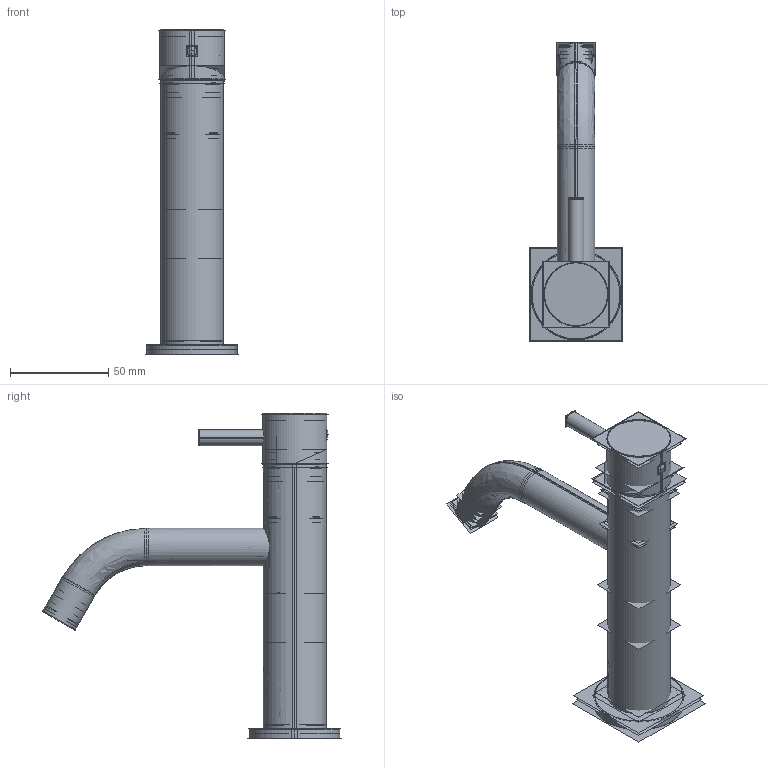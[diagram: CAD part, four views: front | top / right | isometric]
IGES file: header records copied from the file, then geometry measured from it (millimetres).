
Start section:  PTC IGES file: PRO110DNC.igs
Global section: file name: PRO110DNC.igs; native system: Pro/ENGINEER by Parametric Technology Corporation; preprocessor: 2009360; author: user33; organization: Unknown; date: 20191219.151204; units: millimetre
Bounding box: 47.84 x 152.48 x 165.69 mm (x, y, z)
Volume: 84651.3 mm3; surface area: 387558.4 mm2
Topology: 10 solids, 25 shells, 1386 faces, 7162 edges, 9137 vertices
Faces by surface type: revolution 896, bspline 490
